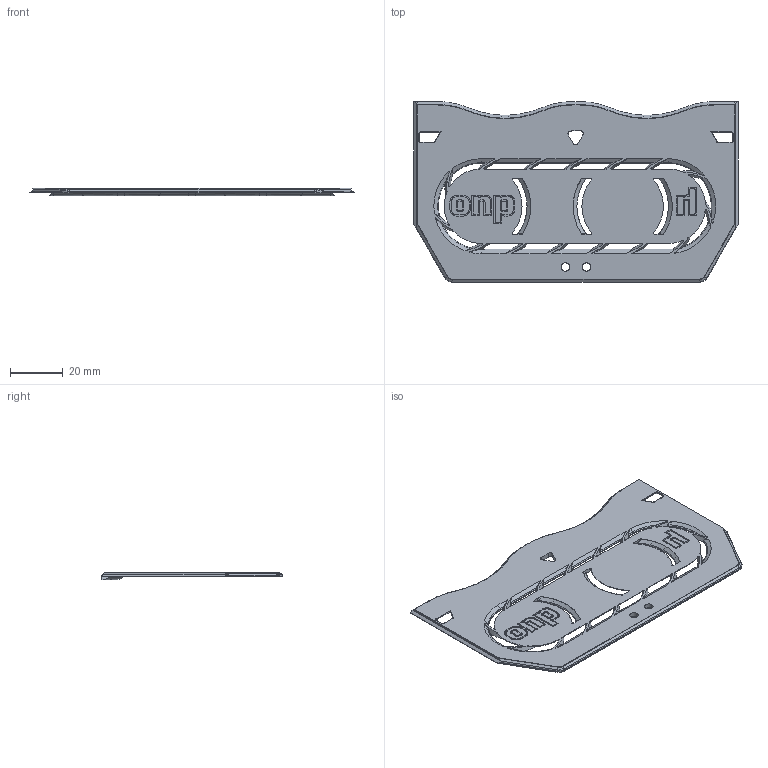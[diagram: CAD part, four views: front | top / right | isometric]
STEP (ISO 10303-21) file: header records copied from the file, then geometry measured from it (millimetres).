
FILE_DESCRIPTION(/* description */ (''),/* implementation_level */ '2;1');
FILE_NAME(/* name */ 'Duo_Plenum_Lid.step',/* time_stamp */ '2022-09-30T11:42:41-05:00',/* author */ ('ChainsDD'),/* organization */ (''),/* preprocessor_version */ 'ST-DEVELOPER v19',/* originating_system */ 'Autodesk Translation Framework v11.7.0.108',/* authorisation */ '');
FILE_SCHEMA (('AUTOMOTIVE_DESIGN { 1 0 10303 214 3 1 1 }'));
Products named in the file (1): LID
Bounding box: 122.79 x 68.54 x 2.8 mm (x, y, z)
Volume: 11119.1 mm3; surface area: 16144.2 mm2
Topology: 1 solids, 1 shells, 1000 faces, 2652 edges, 1643 vertices
Faces by surface type: bspline 543, cylinder 221, plane 178, torus 31, cone 21, sphere 6
Full cylindrical faces by diameter (mm): 3.2 x2
Entity records: 42784 total; most frequent: CARTESIAN_POINT 21226, ORIENTED_EDGE 5262, DIRECTION 3174, EDGE_CURVE 2631, VERTEX_POINT 1643, AXIS2_PLACEMENT_3D 1091, EDGE_LOOP 1056, B_SPLINE_CURVE_WITH_KNOTS 1006
